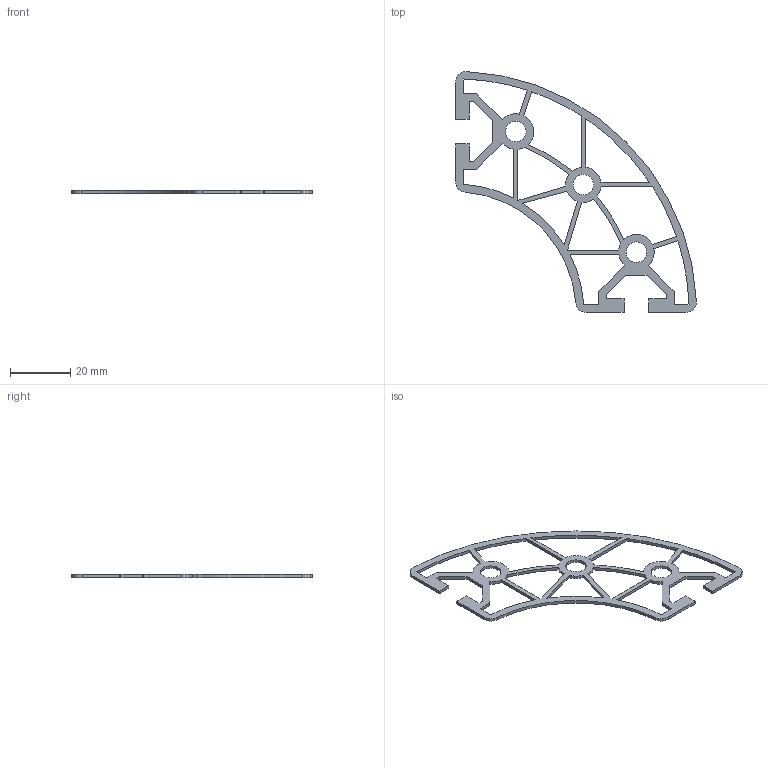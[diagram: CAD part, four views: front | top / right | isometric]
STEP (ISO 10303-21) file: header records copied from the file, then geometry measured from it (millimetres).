
FILE_DESCRIPTION((''),'2;1');
FILE_NAME('SP728_extern.ipt.step','2007-09-10T15:11:57',(''),(''),'Autodesk Inventor 11','Autodesk Inventor 11','');
FILE_SCHEMA(('AUTOMOTIVE_DESIGN { 1 0 10303 214 1 1 1 1 }'));
Length unit declared in the file: millimetre
Products named in the file (1): SP728_extern
Bounding box: 79.92 x 79.92 x 1 mm (x, y, z)
Volume: 1264.1 mm3; surface area: 3561.5 mm2
Topology: 1 solids, 1 shells, 87 faces, 258 edges, 173 vertices
Faces by surface type: plane 52, cylinder 32, bspline 3
Entity records: 2998 total; most frequent: CARTESIAN_POINT 561, ORIENTED_EDGE 504, DIRECTION 492, EDGE_CURVE 252, VECTOR 182, LINE 182, VERTEX_POINT 170, AXIS2_PLACEMENT_3D 155
